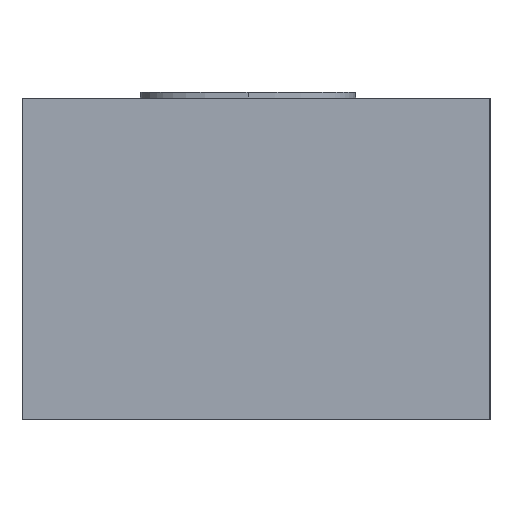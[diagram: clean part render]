
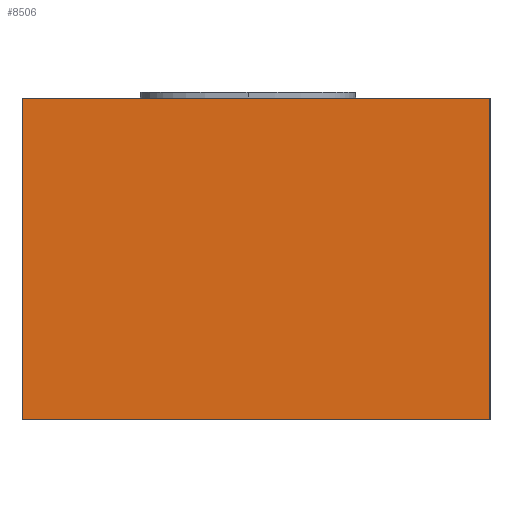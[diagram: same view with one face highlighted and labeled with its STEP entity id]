
A CAD part, left-side view. The second image highlights one B-rep face of the part: STEP entity #8506.
In plain terms, the highlighted planar face has unit normal (-1, 0, 0).
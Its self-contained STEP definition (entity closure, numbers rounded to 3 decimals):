
#755 = PLANE('',#756);
#756 = AXIS2_PLACEMENT_3D('',#757,#758,#759);
#757 = CARTESIAN_POINT('',(-1.627,0.4,0.27));
#758 = DIRECTION('',(0.,-1.,0.));
#759 = DIRECTION('',(0.,0.,-1.));
#1097 = PLANE('',#1098);
#1098 = AXIS2_PLACEMENT_3D('',#1099,#1100,#1101);
#1099 = CARTESIAN_POINT('',(-1.627,-0.4,0.27));
#1100 = DIRECTION('',(0.,0.,-1.));
#1101 = DIRECTION('',(1.,0.,0.));
#3908 = PLANE('',#3909);
#3909 = AXIS2_PLACEMENT_3D('',#3910,#3911,#3912);
#3910 = CARTESIAN_POINT('',(-1.627,-0.4,0.22));
#3911 = DIRECTION('',(0.,1.,0.));
#3912 = DIRECTION('',(-1.,0.,0.));
#4172 = VERTEX_POINT('',#4173);
#4173 = CARTESIAN_POINT('',(-0.85,0.4,0.27));
#4196 = EDGE_CURVE('',#4172,#4197,#4199,.T.);
#4197 = VERTEX_POINT('',#4198);
#4198 = CARTESIAN_POINT('',(-0.85,0.4,-0.28));
#4199 = SURFACE_CURVE('',#4200,(#4204,#4211),.PCURVE_S1.);
#4200 = LINE('',#4201,#4202);
#4201 = CARTESIAN_POINT('',(-0.85,0.4,0.27));
#4202 = VECTOR('',#4203,1.);
#4203 = DIRECTION('',(0.,0.,-1.));
#4204 = PCURVE('',#755,#4205);
#4205 = DEFINITIONAL_REPRESENTATION('',(#4206),#4210);
#4206 = LINE('',#4207,#4208);
#4207 = CARTESIAN_POINT('',(0.,0.777));
#4208 = VECTOR('',#4209,1.);
#4209 = DIRECTION('',(1.,0.));
#4210 = ( GEOMETRIC_REPRESENTATION_CONTEXT(2) 
PARAMETRIC_REPRESENTATION_CONTEXT() REPRESENTATION_CONTEXT('2D SPACE',''
  ) );
#4211 = PCURVE('',#4212,#4217);
#4212 = PLANE('',#4213);
#4213 = AXIS2_PLACEMENT_3D('',#4214,#4215,#4216);
#4214 = CARTESIAN_POINT('',(-0.85,-0.4,0.27));
#4215 = DIRECTION('',(-1.,0.,0.));
#4216 = DIRECTION('',(0.,0.,-1.));
#4217 = DEFINITIONAL_REPRESENTATION('',(#4218),#4222);
#4218 = LINE('',#4219,#4220);
#4219 = CARTESIAN_POINT('',(0.,-0.8));
#4220 = VECTOR('',#4221,1.);
#4221 = DIRECTION('',(1.,0.));
#4222 = ( GEOMETRIC_REPRESENTATION_CONTEXT(2) 
PARAMETRIC_REPRESENTATION_CONTEXT() REPRESENTATION_CONTEXT('2D SPACE',''
  ) );
#4240 = PLANE('',#4241);
#4241 = AXIS2_PLACEMENT_3D('',#4242,#4243,#4244);
#4242 = CARTESIAN_POINT('',(-0.85,-0.4,-0.28));
#4243 = DIRECTION('',(0.,0.,1.));
#4244 = DIRECTION('',(0.,-1.,0.));
#4493 = VERTEX_POINT('',#4494);
#4494 = CARTESIAN_POINT('',(-0.85,-0.4,0.27));
#4515 = EDGE_CURVE('',#4493,#4172,#4516,.T.);
#4516 = SURFACE_CURVE('',#4517,(#4521,#4528),.PCURVE_S1.);
#4517 = LINE('',#4518,#4519);
#4518 = CARTESIAN_POINT('',(-0.85,-0.4,0.27));
#4519 = VECTOR('',#4520,1.);
#4520 = DIRECTION('',(0.,1.,0.));
#4521 = PCURVE('',#1097,#4522);
#4522 = DEFINITIONAL_REPRESENTATION('',(#4523),#4527);
#4523 = LINE('',#4524,#4525);
#4524 = CARTESIAN_POINT('',(0.777,0.));
#4525 = VECTOR('',#4526,1.);
#4526 = DIRECTION('',(0.,-1.));
#4527 = ( GEOMETRIC_REPRESENTATION_CONTEXT(2) 
PARAMETRIC_REPRESENTATION_CONTEXT() REPRESENTATION_CONTEXT('2D SPACE',''
  ) );
#4528 = PCURVE('',#4212,#4529);
#4529 = DEFINITIONAL_REPRESENTATION('',(#4530),#4534);
#4530 = LINE('',#4531,#4532);
#4531 = CARTESIAN_POINT('',(0.,0.));
#4532 = VECTOR('',#4533,1.);
#4533 = DIRECTION('',(0.,-1.));
#4534 = ( GEOMETRIC_REPRESENTATION_CONTEXT(2) 
PARAMETRIC_REPRESENTATION_CONTEXT() REPRESENTATION_CONTEXT('2D SPACE',''
  ) );
#8366 = VERTEX_POINT('',#8367);
#8367 = CARTESIAN_POINT('',(-0.85,-0.4,-0.28));
#8388 = EDGE_CURVE('',#4493,#8366,#8389,.T.);
#8389 = SURFACE_CURVE('',#8390,(#8394,#8401),.PCURVE_S1.);
#8390 = LINE('',#8391,#8392);
#8391 = CARTESIAN_POINT('',(-0.85,-0.4,0.27));
#8392 = VECTOR('',#8393,1.);
#8393 = DIRECTION('',(0.,0.,-1.));
#8394 = PCURVE('',#3908,#8395);
#8395 = DEFINITIONAL_REPRESENTATION('',(#8396),#8400);
#8396 = LINE('',#8397,#8398);
#8397 = CARTESIAN_POINT('',(-0.777,0.05));
#8398 = VECTOR('',#8399,1.);
#8399 = DIRECTION('',(0.,-1.));
#8400 = ( GEOMETRIC_REPRESENTATION_CONTEXT(2) 
PARAMETRIC_REPRESENTATION_CONTEXT() REPRESENTATION_CONTEXT('2D SPACE',''
  ) );
#8401 = PCURVE('',#4212,#8402);
#8402 = DEFINITIONAL_REPRESENTATION('',(#8403),#8407);
#8403 = LINE('',#8404,#8405);
#8404 = CARTESIAN_POINT('',(0.,0.));
#8405 = VECTOR('',#8406,1.);
#8406 = DIRECTION('',(1.,0.));
#8407 = ( GEOMETRIC_REPRESENTATION_CONTEXT(2) 
PARAMETRIC_REPRESENTATION_CONTEXT() REPRESENTATION_CONTEXT('2D SPACE',''
  ) );
#8506 = ADVANCED_FACE('',(#8507),#4212,.T.);
#8507 = FACE_BOUND('',#8508,.T.);
#8508 = EDGE_LOOP('',(#8509,#8510,#8531,#8532));
#8509 = ORIENTED_EDGE('',*,*,#4196,.T.);
#8510 = ORIENTED_EDGE('',*,*,#8511,.T.);
#8511 = EDGE_CURVE('',#4197,#8366,#8512,.T.);
#8512 = SURFACE_CURVE('',#8513,(#8517,#8524),.PCURVE_S1.);
#8513 = LINE('',#8514,#8515);
#8514 = CARTESIAN_POINT('',(-0.85,-0.4,-0.28));
#8515 = VECTOR('',#8516,1.);
#8516 = DIRECTION('',(0.,-1.,0.));
#8517 = PCURVE('',#4212,#8518);
#8518 = DEFINITIONAL_REPRESENTATION('',(#8519),#8523);
#8519 = LINE('',#8520,#8521);
#8520 = CARTESIAN_POINT('',(0.55,0.));
#8521 = VECTOR('',#8522,1.);
#8522 = DIRECTION('',(0.,1.));
#8523 = ( GEOMETRIC_REPRESENTATION_CONTEXT(2) 
PARAMETRIC_REPRESENTATION_CONTEXT() REPRESENTATION_CONTEXT('2D SPACE',''
  ) );
#8524 = PCURVE('',#4240,#8525);
#8525 = DEFINITIONAL_REPRESENTATION('',(#8526),#8530);
#8526 = LINE('',#8527,#8528);
#8527 = CARTESIAN_POINT('',(0.,0.));
#8528 = VECTOR('',#8529,1.);
#8529 = DIRECTION('',(1.,0.));
#8530 = ( GEOMETRIC_REPRESENTATION_CONTEXT(2) 
PARAMETRIC_REPRESENTATION_CONTEXT() REPRESENTATION_CONTEXT('2D SPACE',''
  ) );
#8531 = ORIENTED_EDGE('',*,*,#8388,.F.);
#8532 = ORIENTED_EDGE('',*,*,#4515,.T.);
